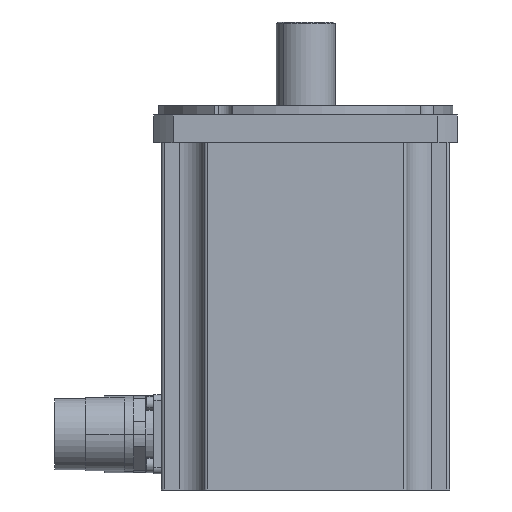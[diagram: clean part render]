
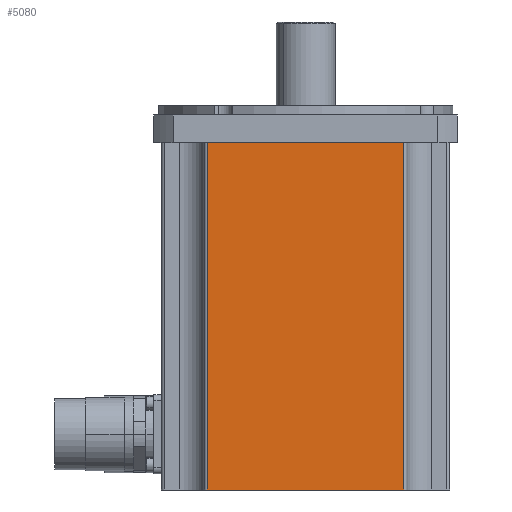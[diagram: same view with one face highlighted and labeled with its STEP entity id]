
A CAD part, left-side view. The second image highlights one B-rep face of the part: STEP entity #5080.
In plain terms, the highlighted planar face has unit normal (-1, 0, 0).
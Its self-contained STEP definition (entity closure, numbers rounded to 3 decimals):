
#5080 = ADVANCED_FACE ( 'NONE', ( #8732 ), #8731, .T. ) ;
#5081 = EDGE_LOOP ( 'NONE', ( #5276, #5134, #5135, #5397 ) ) ;
#5083 = VERTEX_POINT ( 'NONE', #8822 ) ;
#5085 = EDGE_CURVE ( 'NONE', #5086, #5083, #8821, .T. ) ;
#5086 = VERTEX_POINT ( 'NONE', #8817 ) ;
#5103 = VERTEX_POINT ( 'NONE', #8611 ) ;
#5119 = EDGE_CURVE ( 'NONE', #5083, #5133, #8674, .T. ) ;
#5133 = VERTEX_POINT ( 'NONE', #8771 ) ;
#5134 = ORIENTED_EDGE ( 'NONE', *, *, #5119, .T. ) ;
#5135 = ORIENTED_EDGE ( 'NONE', *, *, #5136, .T. ) ;
#5136 = EDGE_CURVE ( 'NONE', #5133, #5103, #8770, .T. ) ;
#5276 = ORIENTED_EDGE ( 'NONE', *, *, #5085, .T. ) ;
#5397 = ORIENTED_EDGE ( 'NONE', *, *, #5398, .T. ) ;
#5398 = EDGE_CURVE ( 'NONE', #5103, #5086, #9284, .T. ) ;
#8611 = CARTESIAN_POINT ( 'NONE',  ( -46.5, 31.659, -113. ) ) ;
#8671 = DIRECTION ( 'NONE',  ( 0., 1., 0. ) ) ;
#8672 = VECTOR ( 'NONE', #8671, 1000. ) ;
#8673 = CARTESIAN_POINT ( 'NONE',  ( -46.5, 32.659, -1. ) ) ;
#8674 = LINE ( 'NONE', #8673, #8672 ) ;
#8730 = AXIS2_PLACEMENT_3D ( 'NONE', #8825, #8824, #8823 ) ;
#8731 = PLANE ( 'NONE',  #8730 ) ;
#8732 = FACE_OUTER_BOUND ( 'NONE', #5081, .T. ) ;
#8767 = DIRECTION ( 'NONE',  ( 0., 0., -1. ) ) ;
#8768 = VECTOR ( 'NONE', #8767, 1000. ) ;
#8769 = CARTESIAN_POINT ( 'NONE',  ( -46.5, 31.659, -114. ) ) ;
#8770 = LINE ( 'NONE', #8769, #8768 ) ;
#8771 = CARTESIAN_POINT ( 'NONE',  ( -46.5, 31.659, -1. ) ) ;
#8817 = CARTESIAN_POINT ( 'NONE',  ( -46.5, -31.659, -113. ) ) ;
#8818 = DIRECTION ( 'NONE',  ( 0., 0., 1. ) ) ;
#8819 = VECTOR ( 'NONE', #8818, 1000. ) ;
#8820 = CARTESIAN_POINT ( 'NONE',  ( -46.5, -31.659, -114. ) ) ;
#8821 = LINE ( 'NONE', #8820, #8819 ) ;
#8822 = CARTESIAN_POINT ( 'NONE',  ( -46.5, -31.659, -1. ) ) ;
#8823 = DIRECTION ( 'NONE',  ( 0., -1., 0. ) ) ;
#8824 = DIRECTION ( 'NONE',  ( -1., 0., 0. ) ) ;
#8825 = CARTESIAN_POINT ( 'NONE',  ( -46.5, 32.659, -114. ) ) ;
#9281 = DIRECTION ( 'NONE',  ( 0., -1., 0. ) ) ;
#9282 = VECTOR ( 'NONE', #9281, 1000. ) ;
#9283 = CARTESIAN_POINT ( 'NONE',  ( -46.5, 32.659, -113. ) ) ;
#9284 = LINE ( 'NONE', #9283, #9282 ) ;
